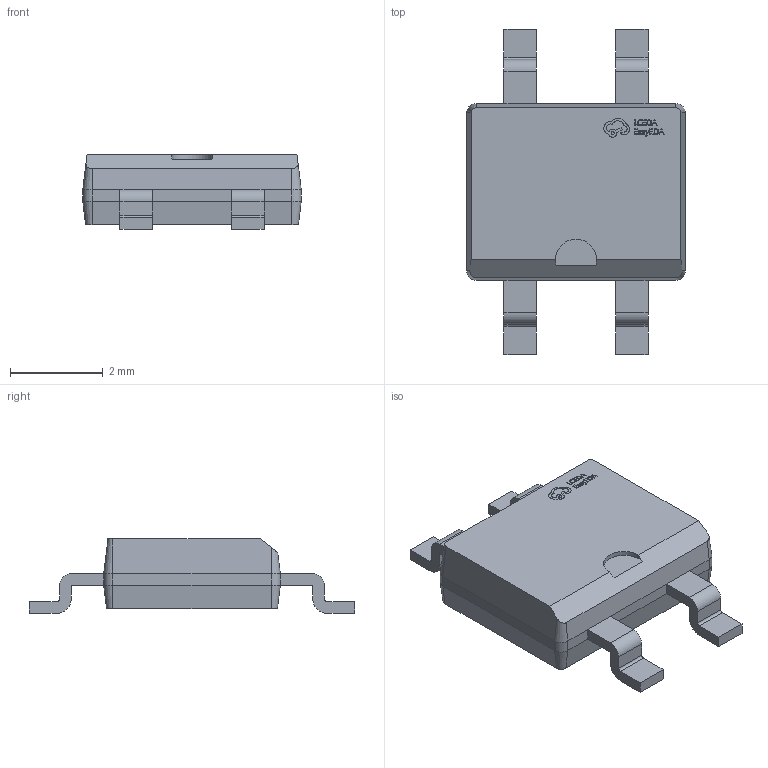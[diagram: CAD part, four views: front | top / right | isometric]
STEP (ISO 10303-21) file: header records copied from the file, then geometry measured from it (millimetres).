
FILE_DESCRIPTION (( 'STEP AP214' ), '1' );
FILE_NAME ('MBF-SMD_L4.7-W3.8-P2.50-LS7.0-BL.step', '2022-08-04T05:31:47', ( '' ), ( '' ), 'SwSTEP 2.0', 'SolidWorks 2020', '' );
FILE_SCHEMA (( 'AUTOMOTIVE_DESIGN' ));
Length unit declared in the file: millimetre
Products named in the file (1): MBF-SMD_L4.7-W3.8-P2.50-LS7.0-BL
Bounding box: 4.7 x 7 x 1.6 mm (x, y, z)
Volume: 27.1 mm3; surface area: 73.5 mm2
Topology: 14 solids, 14 shells, 373 faces, 980 edges, 642 vertices
Faces by surface type: plane 234, bspline 112, cylinder 19, cone 8
Entity records: 16207 total; most frequent: CARTESIAN_POINT 4112, ORIENTED_EDGE 1960, DIRECTION 1314, EDGE_CURVE 980, VECTOR 706, LINE 706, VERTEX_POINT 642, EDGE_LOOP 392
